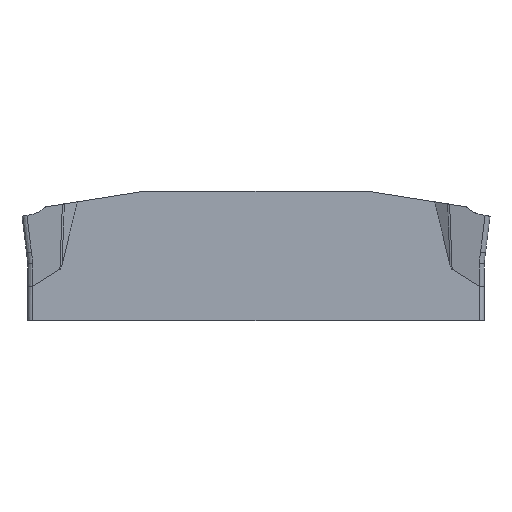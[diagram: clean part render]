
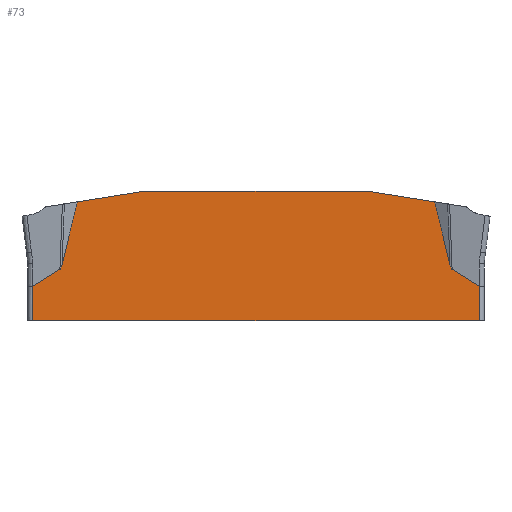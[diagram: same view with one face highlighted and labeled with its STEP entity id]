
A CAD part, left-side view. The second image highlights one B-rep face of the part: STEP entity #73.
In plain terms, the highlighted planar face has unit normal (-1, 0, 0).
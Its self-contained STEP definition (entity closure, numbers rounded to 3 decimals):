
#73=ADVANCED_FACE('SIDE_IB_1_SU5',(#139),#119,.F.);
#119=PLANE('',#878);
#139=FACE_OUTER_BOUND('',#185,.T.);
#185=EDGE_LOOP('',(#287,#288,#289,#290,#291,#292,#293,#294,#295,#296,#297,
#298,#299,#300));
#231=B_SPLINE_CURVE_WITH_KNOTS('',3,(#1125,#1126,#1127,#1128,#1129,#1130,
#1131,#1132,#1133,#1134,#1135,#1136,#1137,#1138,#1139,#1140),
 .UNSPECIFIED.,.F.,.F.,(4,3,3,3,3,4),(0.,0.378,0.68,
0.868,0.979,1.),.UNSPECIFIED.);
#232=B_SPLINE_CURVE_WITH_KNOTS('',3,(#1144,#1145,#1146,#1147,#1148,#1149,
#1150),.UNSPECIFIED.,.F.,.F.,(4,3,4),(0.,0.595,1.),
 .UNSPECIFIED.);
#233=B_SPLINE_CURVE_WITH_KNOTS('',3,(#1158,#1159,#1160,#1161,#1162,#1163,
#1164),.UNSPECIFIED.,.F.,.F.,(4,3,4),(0.,0.594,1.),
 .UNSPECIFIED.);
#234=B_SPLINE_CURVE_WITH_KNOTS('',3,(#1168,#1169,#1170,#1171,#1172,#1173,
#1174,#1175,#1176,#1177),.UNSPECIFIED.,.F.,.F.,(4,3,3,4),(0.,0.113,
0.45,1.),.UNSPECIFIED.);
#287=ORIENTED_EDGE('',*,*,#615,.F.);
#288=ORIENTED_EDGE('',*,*,#616,.T.);
#289=ORIENTED_EDGE('',*,*,#617,.T.);
#290=ORIENTED_EDGE('',*,*,#618,.T.);
#291=ORIENTED_EDGE('',*,*,#619,.T.);
#292=ORIENTED_EDGE('',*,*,#620,.T.);
#293=ORIENTED_EDGE('',*,*,#621,.T.);
#294=ORIENTED_EDGE('',*,*,#622,.F.);
#295=ORIENTED_EDGE('',*,*,#623,.T.);
#296=ORIENTED_EDGE('',*,*,#624,.T.);
#297=ORIENTED_EDGE('',*,*,#625,.T.);
#298=ORIENTED_EDGE('',*,*,#626,.T.);
#299=ORIENTED_EDGE('',*,*,#627,.T.);
#300=ORIENTED_EDGE('',*,*,#628,.T.);
#535=VERTEX_POINT('',#1119);
#536=VERTEX_POINT('',#1120);
#537=VERTEX_POINT('',#1122);
#538=VERTEX_POINT('',#1124);
#539=VERTEX_POINT('',#1141);
#540=VERTEX_POINT('',#1143);
#541=VERTEX_POINT('',#1151);
#542=VERTEX_POINT('',#1153);
#543=VERTEX_POINT('',#1155);
#544=VERTEX_POINT('',#1157);
#545=VERTEX_POINT('',#1165);
#546=VERTEX_POINT('',#1167);
#547=VERTEX_POINT('',#1178);
#548=VERTEX_POINT('',#1180);
#615=EDGE_CURVE('',#535,#536,#739,.T.);
#616=EDGE_CURVE('',#535,#537,#740,.T.);
#617=EDGE_CURVE('',#537,#538,#741,.T.);
#618=EDGE_CURVE('',#538,#539,#231,.T.);
#619=EDGE_CURVE('',#539,#540,#742,.T.);
#620=EDGE_CURVE('',#540,#541,#232,.T.);
#621=EDGE_CURVE('',#541,#542,#743,.T.);
#622=EDGE_CURVE('',#543,#542,#744,.T.);
#623=EDGE_CURVE('',#543,#544,#745,.T.);
#624=EDGE_CURVE('',#544,#545,#233,.T.);
#625=EDGE_CURVE('',#545,#546,#746,.T.);
#626=EDGE_CURVE('',#546,#547,#234,.T.);
#627=EDGE_CURVE('',#547,#548,#747,.T.);
#628=EDGE_CURVE('',#548,#536,#748,.T.);
#739=LINE('',#1118,#791);
#740=LINE('',#1121,#792);
#741=LINE('',#1123,#793);
#742=LINE('',#1142,#794);
#743=LINE('',#1152,#795);
#744=LINE('',#1154,#796);
#745=LINE('',#1156,#797);
#746=LINE('',#1166,#798);
#747=LINE('',#1179,#799);
#748=LINE('',#1181,#800);
#791=VECTOR('',#924,1.);
#792=VECTOR('',#925,1.);
#793=VECTOR('',#926,1.);
#794=VECTOR('',#927,1.);
#795=VECTOR('',#928,1.);
#796=VECTOR('',#929,1.);
#797=VECTOR('',#930,1.);
#798=VECTOR('',#931,1.);
#799=VECTOR('',#932,1.);
#800=VECTOR('',#933,1.);
#878=AXIS2_PLACEMENT_3D('',#1182,#934,#935);
#924=DIRECTION('',(0.,-1.,0.));
#925=DIRECTION('',(0.,0.988,-0.156));
#926=DIRECTION('',(0.,0.238,-0.971));
#927=DIRECTION('',(0.,0.843,-0.538));
#928=DIRECTION('',(0.,0.,-1.));
#929=DIRECTION('',(0.,1.,0.));
#930=DIRECTION('',(0.,0.,1.));
#931=DIRECTION('',(0.,0.843,0.538));
#932=DIRECTION('',(0.,0.238,0.971));
#933=DIRECTION('',(0.,0.988,0.156));
#934=DIRECTION('',(1.,0.,0.));
#935=DIRECTION('',(0.,0.,-1.));
#1118=CARTESIAN_POINT('',(-0.8,0.,1.07));
#1119=CARTESIAN_POINT('',(-0.8,4.759,1.07));
#1120=CARTESIAN_POINT('',(-0.8,-4.759,1.07));
#1121=CARTESIAN_POINT('',(-0.8,0.282,1.779));
#1122=CARTESIAN_POINT('',(-0.8,7.633,0.615));
#1123=CARTESIAN_POINT('',(-0.8,7.341,1.803));
#1124=CARTESIAN_POINT('',(-0.8,8.287,-2.049));
#1125=CARTESIAN_POINT('',(-0.8,8.287,-2.049));
#1126=CARTESIAN_POINT('',(-0.8,8.295,-2.078));
#1127=CARTESIAN_POINT('',(-0.8,8.302,-2.108));
#1128=CARTESIAN_POINT('',(-0.8,8.311,-2.136));
#1129=CARTESIAN_POINT('',(-0.8,8.319,-2.16));
#1130=CARTESIAN_POINT('',(-0.8,8.327,-2.182));
#1131=CARTESIAN_POINT('',(-0.8,8.337,-2.205));
#1132=CARTESIAN_POINT('',(-0.8,8.343,-2.218));
#1133=CARTESIAN_POINT('',(-0.8,8.35,-2.232));
#1134=CARTESIAN_POINT('',(-0.8,8.358,-2.244));
#1135=CARTESIAN_POINT('',(-0.8,8.363,-2.251));
#1136=CARTESIAN_POINT('',(-0.8,8.369,-2.258));
#1137=CARTESIAN_POINT('',(-0.8,8.376,-2.264));
#1138=CARTESIAN_POINT('',(-0.8,8.377,-2.265));
#1139=CARTESIAN_POINT('',(-0.8,8.378,-2.266));
#1140=CARTESIAN_POINT('',(-0.8,8.38,-2.267));
#1141=CARTESIAN_POINT('',(-0.8,8.38,-2.267));
#1142=CARTESIAN_POINT('',(-0.8,1.401,2.192));
#1143=CARTESIAN_POINT('',(-0.8,9.534,-3.005));
#1144=CARTESIAN_POINT('',(-0.8,9.534,-3.005));
#1145=CARTESIAN_POINT('',(-0.8,9.537,-3.006));
#1146=CARTESIAN_POINT('',(-0.8,9.54,-3.008));
#1147=CARTESIAN_POINT('',(-0.8,9.543,-3.009));
#1148=CARTESIAN_POINT('',(-0.8,9.545,-3.009));
#1149=CARTESIAN_POINT('',(-0.8,9.548,-3.01));
#1150=CARTESIAN_POINT('',(-0.8,9.55,-3.01));
#1151=CARTESIAN_POINT('',(-0.8,9.55,-3.01));
#1152=CARTESIAN_POINT('',(-0.8,9.55,0.));
#1153=CARTESIAN_POINT('',(-0.8,9.55,-4.47));
#1154=CARTESIAN_POINT('',(-0.8,0.,-4.47));
#1155=CARTESIAN_POINT('',(-0.8,-9.55,-4.47));
#1156=CARTESIAN_POINT('',(-0.8,-9.55,0.));
#1157=CARTESIAN_POINT('',(-0.8,-9.55,-3.01));
#1158=CARTESIAN_POINT('',(-0.8,-9.55,-3.01));
#1159=CARTESIAN_POINT('',(-0.8,-9.547,-3.01));
#1160=CARTESIAN_POINT('',(-0.8,-9.543,-3.009));
#1161=CARTESIAN_POINT('',(-0.8,-9.54,-3.008));
#1162=CARTESIAN_POINT('',(-0.8,-9.538,-3.007));
#1163=CARTESIAN_POINT('',(-0.8,-9.536,-3.006));
#1164=CARTESIAN_POINT('',(-0.8,-9.534,-3.005));
#1165=CARTESIAN_POINT('',(-0.8,-9.534,-3.005));
#1166=CARTESIAN_POINT('',(-0.8,-1.401,2.192));
#1167=CARTESIAN_POINT('',(-0.8,-8.38,-2.267));
#1168=CARTESIAN_POINT('',(-0.8,-8.38,-2.267));
#1169=CARTESIAN_POINT('',(-0.8,-8.372,-2.262));
#1170=CARTESIAN_POINT('',(-0.8,-8.366,-2.255));
#1171=CARTESIAN_POINT('',(-0.8,-8.361,-2.248));
#1172=CARTESIAN_POINT('',(-0.8,-8.345,-2.226));
#1173=CARTESIAN_POINT('',(-0.8,-8.334,-2.201));
#1174=CARTESIAN_POINT('',(-0.8,-8.325,-2.176));
#1175=CARTESIAN_POINT('',(-0.8,-8.309,-2.134));
#1176=CARTESIAN_POINT('',(-0.8,-8.298,-2.092));
#1177=CARTESIAN_POINT('',(-0.8,-8.287,-2.049));
#1178=CARTESIAN_POINT('',(-0.8,-8.287,-2.049));
#1179=CARTESIAN_POINT('',(-0.8,-7.341,1.803));
#1180=CARTESIAN_POINT('',(-0.8,-7.633,0.615));
#1181=CARTESIAN_POINT('',(-0.8,-0.282,1.779));
#1182=CARTESIAN_POINT('',(-0.8,0.,0.));
